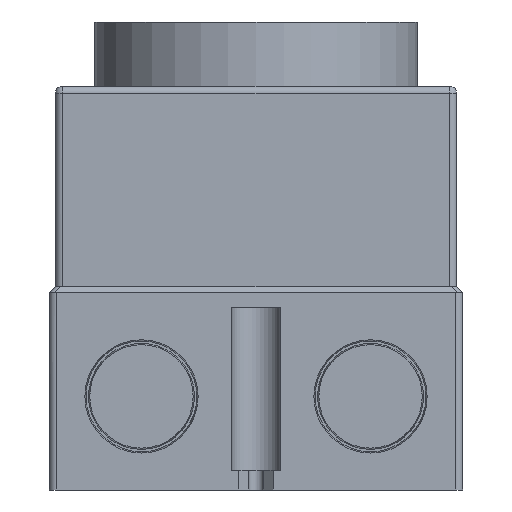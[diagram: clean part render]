
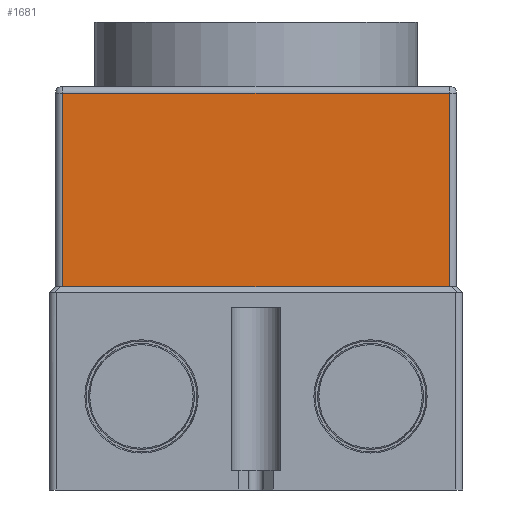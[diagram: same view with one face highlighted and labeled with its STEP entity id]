
A CAD part, front view. The second image highlights one B-rep face of the part: STEP entity #1681.
In plain terms, the highlighted planar face has unit normal (0, -1, 0).
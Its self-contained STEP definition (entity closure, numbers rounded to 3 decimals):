
#85 = ORIENTED_EDGE ( 'NONE', *, *, #6058, .T. ) ;
#1250 = CARTESIAN_POINT ( 'NONE',  ( -39.25, -78., 80.5 ) ) ;
#1681 = ADVANCED_FACE ( 'NONE', ( #5907 ), #7823, .F. ) ;
#1987 = VECTOR ( 'NONE', #9353, 1000. ) ;
#1996 = AXIS2_PLACEMENT_3D ( 'NONE', #3159, #3921, #9166 ) ;
#2010 = VECTOR ( 'NONE', #6309, 1000. ) ;
#2021 = LINE ( 'NONE', #3391, #1987 ) ;
#2032 = LINE ( 'NONE', #6453, #2010 ) ;
#2080 = CARTESIAN_POINT ( 'NONE',  ( -39.25, -78., 41.25 ) ) ;
#2087 = VECTOR ( 'NONE', #4886, 1000. ) ;
#2102 = LINE ( 'NONE', #3251, #2087 ) ;
#2141 = VERTEX_POINT ( 'NONE', #9467 ) ;
#2151 = VERTEX_POINT ( 'NONE', #1250 ) ;
#2975 = LINE ( 'NONE', #4189, #3092 ) ;
#3092 = VECTOR ( 'NONE', #9391, 1000. ) ;
#3114 = ORIENTED_EDGE ( 'NONE', *, *, #5796, .F. ) ;
#3159 = CARTESIAN_POINT ( 'NONE',  ( -40.75, -78., 82. ) ) ;
#3251 = CARTESIAN_POINT ( 'NONE',  ( 39.25, -78., 82. ) ) ;
#3319 = ORIENTED_EDGE ( 'NONE', *, *, #6077, .T. ) ;
#3391 = CARTESIAN_POINT ( 'NONE',  ( -39.25, -78., 82. ) ) ;
#3921 = DIRECTION ( 'NONE',  ( 0., 1., 0. ) ) ;
#4189 = CARTESIAN_POINT ( 'NONE',  ( 40.75, -78., 41.25 ) ) ;
#4208 = EDGE_LOOP ( 'NONE', ( #3114, #85, #3319, #5583 ) ) ;
#4886 = DIRECTION ( 'NONE',  ( 0., 0., 1. ) ) ;
#5136 = VERTEX_POINT ( 'NONE', #7405 ) ;
#5583 = ORIENTED_EDGE ( 'NONE', *, *, #6091, .T. ) ;
#5796 = EDGE_CURVE ( 'NONE', #2141, #7083, #2975, .T. ) ;
#5907 = FACE_OUTER_BOUND ( 'NONE', #4208, .T. ) ;
#6058 = EDGE_CURVE ( 'NONE', #2141, #5136, #2102, .T. ) ;
#6077 = EDGE_CURVE ( 'NONE', #5136, #2151, #2032, .T. ) ;
#6091 = EDGE_CURVE ( 'NONE', #2151, #7083, #2021, .T. ) ;
#6309 = DIRECTION ( 'NONE',  ( -1., 0., 0. ) ) ;
#6453 = CARTESIAN_POINT ( 'NONE',  ( -40.75, -78., 80.5 ) ) ;
#7083 = VERTEX_POINT ( 'NONE', #2080 ) ;
#7405 = CARTESIAN_POINT ( 'NONE',  ( 39.25, -78., 80.5 ) ) ;
#7823 = PLANE ( 'NONE',  #1996 ) ;
#9166 = DIRECTION ( 'NONE',  ( -1., 0., 0. ) ) ;
#9353 = DIRECTION ( 'NONE',  ( 0., 0., -1. ) ) ;
#9391 = DIRECTION ( 'NONE',  ( -1., 0., 0. ) ) ;
#9467 = CARTESIAN_POINT ( 'NONE',  ( 39.25, -78., 41.25 ) ) ;
